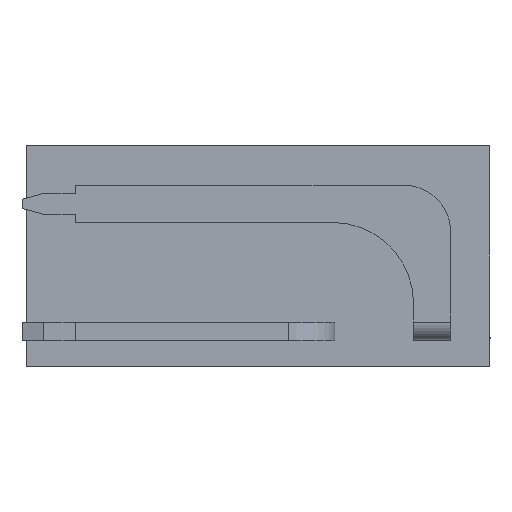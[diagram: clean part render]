
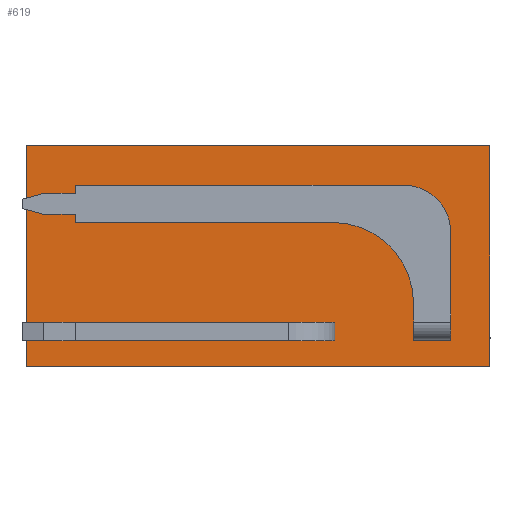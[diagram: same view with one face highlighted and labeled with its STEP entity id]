
A CAD part, front view. The second image highlights one B-rep face of the part: STEP entity #619.
In plain terms, the highlighted planar face has unit normal (0, -1, 0).
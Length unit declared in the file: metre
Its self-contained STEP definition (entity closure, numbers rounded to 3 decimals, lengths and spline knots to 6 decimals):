
#619=ADVANCED_FACE('',(#1816,#1817,#1818,#1819,#1820),#1821,.T.);
#1061=EDGE_CURVE('',#2498,#2499,#2500,.T.);
#1063=EDGE_CURVE('',#2498,#2502,#2503,.T.);
#1065=EDGE_CURVE('',#2502,#2505,#2506,.T.);
#1067=EDGE_CURVE('',#2505,#2499,#2508,.T.);
#1816=FACE_BOUND('',#3474,.T.);
#1817=FACE_BOUND('',#3475,.T.);
#1818=FACE_BOUND('',#3476,.T.);
#1819=FACE_OUTER_BOUND('',#3477,.T.);
#1820=FACE_BOUND('',#3478,.T.);
#1821=PLANE('',#3479);
#2498=VERTEX_POINT('',#4188);
#2499=VERTEX_POINT('',#4189);
#2500=LINE('',#4190,#4191);
#2502=VERTEX_POINT('',#4194);
#2503=LINE('',#4195,#4196);
#2505=VERTEX_POINT('',#4199);
#2506=LINE('',#4200,#4201);
#2508=LINE('',#4204,#4205);
#3474=EDGE_LOOP('',(#5899,#5900,#5901,#5902));
#3475=EDGE_LOOP('',(#5903,#5904,#5905,#5906));
#3476=EDGE_LOOP('',(#5907,#5908,#5909,#5910));
#3477=EDGE_LOOP('',(#5911,#5912,#5913,#5914));
#3478=EDGE_LOOP('',(#5915,#5916,#5917,#5918));
#3479=AXIS2_PLACEMENT_3D('',#5919,#5920,#5921);
#4188=CARTESIAN_POINT('',(0.02,0.,-0.0095));
#4189=CARTESIAN_POINT('',(0.,0.,-0.0095));
#4190=CARTESIAN_POINT('',(0.015,0.,-0.0095));
#4191=VECTOR('',#7822,1.0);
#4194=CARTESIAN_POINT('',(0.02,0.,0.));
#4195=CARTESIAN_POINT('',(0.02,0.,-0.0095));
#4196=VECTOR('',#7823,1.0);
#4199=CARTESIAN_POINT('',(0.,0.,0.));
#4200=CARTESIAN_POINT('',(0.015,0.,0.));
#4201=VECTOR('',#7824,1.0);
#4204=CARTESIAN_POINT('',(0.,0.,-0.00605));
#4205=VECTOR('',#7825,1.0);
#5899=ORIENTED_EDGE('',*,*,#8245,.T.);
#5900=ORIENTED_EDGE('',*,*,#8246,.T.);
#5901=ORIENTED_EDGE('',*,*,#8247,.T.);
#5902=ORIENTED_EDGE('',*,*,#8248,.T.);
#5903=ORIENTED_EDGE('',*,*,#8249,.T.);
#5904=ORIENTED_EDGE('',*,*,#8250,.T.);
#5905=ORIENTED_EDGE('',*,*,#8251,.T.);
#5906=ORIENTED_EDGE('',*,*,#8252,.T.);
#5907=ORIENTED_EDGE('',*,*,#8253,.F.);
#5908=ORIENTED_EDGE('',*,*,#8254,.F.);
#5909=ORIENTED_EDGE('',*,*,#8255,.T.);
#5910=ORIENTED_EDGE('',*,*,#8256,.F.);
#5911=ORIENTED_EDGE('',*,*,#1061,.F.);
#5912=ORIENTED_EDGE('',*,*,#1063,.T.);
#5913=ORIENTED_EDGE('',*,*,#1065,.T.);
#5914=ORIENTED_EDGE('',*,*,#1067,.T.);
#5915=ORIENTED_EDGE('',*,*,#8257,.T.);
#5916=ORIENTED_EDGE('',*,*,#8258,.T.);
#5917=ORIENTED_EDGE('',*,*,#8259,.T.);
#5918=ORIENTED_EDGE('',*,*,#8260,.F.);
#5919=CARTESIAN_POINT('',(0.015,0.,-0.0095));
#5920=DIRECTION('',(0.,-1.0,0.));
#5921=DIRECTION('',(0.0,0.,-1.0));
#7822=DIRECTION('',(-1.0,0.,0.));
#7823=DIRECTION('',(0.,0.,1.0));
#7824=DIRECTION('',(-1.0,0.,0.));
#7825=DIRECTION('',(0.,0.,-1.0));
#8245=EDGE_CURVE('',#8620,#8621,#8622,.T.);
#8246=EDGE_CURVE('',#8621,#8623,#8624,.T.);
#8247=EDGE_CURVE('',#8623,#8625,#8626,.T.);
#8248=EDGE_CURVE('',#8625,#8620,#8627,.T.);
#8249=EDGE_CURVE('',#8628,#8629,#8630,.T.);
#8250=EDGE_CURVE('',#8629,#8631,#8632,.T.);
#8251=EDGE_CURVE('',#8631,#8633,#8634,.T.);
#8252=EDGE_CURVE('',#8633,#8628,#8635,.T.);
#8253=EDGE_CURVE('',#8636,#8637,#8638,.T.);
#8254=EDGE_CURVE('',#8639,#8636,#8640,.T.);
#8255=EDGE_CURVE('',#8639,#8641,#8642,.T.);
#8256=EDGE_CURVE('',#8637,#8641,#8643,.T.);
#8257=EDGE_CURVE('',#8644,#8645,#8646,.T.);
#8258=EDGE_CURVE('',#8645,#8647,#8648,.T.);
#8259=EDGE_CURVE('',#8647,#8649,#8650,.T.);
#8260=EDGE_CURVE('',#8644,#8649,#8651,.T.);
#8620=VERTEX_POINT('',#9105);
#8621=VERTEX_POINT('',#9106);
#8622=LINE('',#9107,#9108);
#8623=VERTEX_POINT('',#9109);
#8624=LINE('',#9110,#9111);
#8625=VERTEX_POINT('',#9112);
#8626=LINE('',#9113,#9114);
#8627=LINE('',#9115,#9116);
#8628=VERTEX_POINT('',#9117);
#8629=VERTEX_POINT('',#9118);
#8630=LINE('',#9119,#9120);
#8631=VERTEX_POINT('',#9121);
#8632=LINE('',#9122,#9123);
#8633=VERTEX_POINT('',#9124);
#8634=LINE('',#9125,#9126);
#8635=LINE('',#9127,#9128);
#8636=VERTEX_POINT('',#9129);
#8637=VERTEX_POINT('',#9130);
#8638=LINE('',#9131,#9132);
#8639=VERTEX_POINT('',#9133);
#8640=LINE('',#9134,#9135);
#8641=VERTEX_POINT('',#9136);
#8642=LINE('',#9137,#9138);
#8643=LINE('',#9139,#9140);
#8644=VERTEX_POINT('',#9141);
#8645=VERTEX_POINT('',#9142);
#8646=LINE('',#9143,#9144);
#8647=VERTEX_POINT('',#9145);
#8648=LINE('',#9146,#9147);
#8649=VERTEX_POINT('',#9148);
#8650=LINE('',#9149,#9150);
#8651=LINE('',#9151,#9152);
#9105=CARTESIAN_POINT('',(0.0083,0.,-0.0084));
#9106=CARTESIAN_POINT('',(0.0067,0.,-0.0084));
#9107=CARTESIAN_POINT('',(0.01345,0.,-0.0084));
#9108=VECTOR('',#9737,1.0);
#9109=CARTESIAN_POINT('',(0.0067,0.,-0.0076));
#9110=CARTESIAN_POINT('',(0.0067,0.,-0.00945));
#9111=VECTOR('',#9738,1.0);
#9112=CARTESIAN_POINT('',(0.0083,0.,-0.0076));
#9113=CARTESIAN_POINT('',(0.015,0.,-0.0076));
#9114=VECTOR('',#9739,1.0);
#9115=CARTESIAN_POINT('',(0.0083,0.,-0.00945));
#9116=VECTOR('',#9740,1.0);
#9117=CARTESIAN_POINT('',(0.0133,0.,-0.0084));
#9118=CARTESIAN_POINT('',(0.0117,0.,-0.0084));
#9119=CARTESIAN_POINT('',(0.01845,0.,-0.0084));
#9120=VECTOR('',#9741,1.0);
#9121=CARTESIAN_POINT('',(0.0117,0.,-0.0076));
#9122=CARTESIAN_POINT('',(0.0117,0.,-0.00945));
#9123=VECTOR('',#9742,1.0);
#9124=CARTESIAN_POINT('',(0.0133,0.,-0.0076));
#9125=CARTESIAN_POINT('',(0.015,0.,-0.0076));
#9126=VECTOR('',#9743,1.0);
#9127=CARTESIAN_POINT('',(0.0133,0.,-0.00945));
#9128=VECTOR('',#9744,1.0);
#9129=CARTESIAN_POINT('',(0.0183,0.,-0.0076));
#9130=CARTESIAN_POINT('',(0.0167,0.,-0.0076));
#9131=CARTESIAN_POINT('',(0.015,0.,-0.0076));
#9132=VECTOR('',#9745,1.0);
#9133=CARTESIAN_POINT('',(0.0183,0.,-0.0084));
#9134=CARTESIAN_POINT('',(0.0183,0.,-0.00945));
#9135=VECTOR('',#9746,1.0);
#9136=CARTESIAN_POINT('',(0.0167,0.,-0.0084));
#9137=CARTESIAN_POINT('',(0.015,0.,-0.0084));
#9138=VECTOR('',#9747,1.0);
#9139=CARTESIAN_POINT('',(0.0167,0.,-0.00945));
#9140=VECTOR('',#9748,1.0);
#9141=CARTESIAN_POINT('',(0.0033,0.,-0.0084));
#9142=CARTESIAN_POINT('',(0.0021,0.,-0.0084));
#9143=CARTESIAN_POINT('',(0.00845,0.,-0.0084));
#9144=VECTOR('',#9749,1.0);
#9145=CARTESIAN_POINT('',(0.0021,0.,-0.0076));
#9146=CARTESIAN_POINT('',(0.0021,0.,-0.0084));
#9147=VECTOR('',#9750,1.0);
#9148=CARTESIAN_POINT('',(0.0033,0.,-0.0076));
#9149=CARTESIAN_POINT('',(0.00295,0.,-0.0076));
#9150=VECTOR('',#9751,1.0);
#9151=CARTESIAN_POINT('',(0.0033,0.,-0.00945));
#9152=VECTOR('',#9752,1.0);
#9737=DIRECTION('',(-1.0,0.,0.));
#9738=DIRECTION('',(0.,0.,1.0));
#9739=DIRECTION('',(1.0,0.,0.));
#9740=DIRECTION('',(0.,0.,-1.0));
#9741=DIRECTION('',(-1.0,0.,0.));
#9742=DIRECTION('',(0.,0.,1.0));
#9743=DIRECTION('',(1.0,0.,0.));
#9744=DIRECTION('',(0.,0.,-1.0));
#9745=DIRECTION('',(-1.0,0.,0.));
#9746=DIRECTION('',(0.,0.,1.0));
#9747=DIRECTION('',(-1.0,0.,0.));
#9748=DIRECTION('',(0.,0.,-1.0));
#9749=DIRECTION('',(-1.0,0.,0.));
#9750=DIRECTION('',(0.,0.,1.0));
#9751=DIRECTION('',(1.0,0.,0.));
#9752=DIRECTION('',(0.,0.,1.0));
